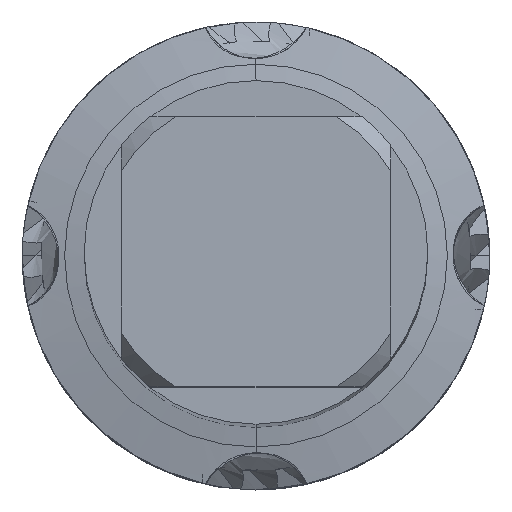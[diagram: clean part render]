
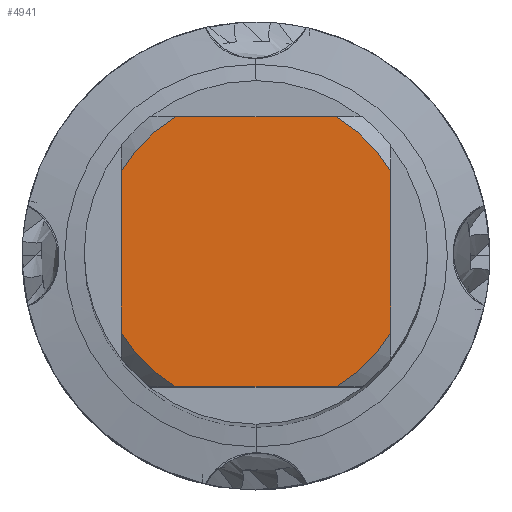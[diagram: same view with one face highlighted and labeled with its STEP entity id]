
A CAD part, top view. The second image highlights one B-rep face of the part: STEP entity #4941.
In plain terms, the highlighted planar face has unit normal (0, 0, 1).
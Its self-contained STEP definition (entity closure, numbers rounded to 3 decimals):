
#2009=EDGE_CURVE('',#4635,#3295,#5860,.T.);
#3101=EDGE_CURVE('',#4943,#3173,#7050,.T.);
#3173=VERTEX_POINT('',#7127);
#3245=EDGE_CURVE('',#5565,#3173,#7203,.T.);
#3295=VERTEX_POINT('',#7257);
#4167=VERTEX_POINT('',#8209);
#4253=EDGE_CURVE('',#4167,#3295,#8303,.T.);
#4635=VERTEX_POINT('',#8713);
#4759=VERTEX_POINT('',#8851);
#4811=EDGE_CURVE('',#5565,#4759,#8906,.T.);
#4941=ADVANCED_FACE('',(#9049),#9050,.T.);
#4943=VERTEX_POINT('',#9052);
#5285=EDGE_CURVE('',#4167,#4759,#9423,.T.);
#5365=EDGE_CURVE('',#4943,#5707,#9506,.T.);
#5543=EDGE_CURVE('',#4635,#5707,#9699,.T.);
#5565=VERTEX_POINT('',#9723);
#5707=VERTEX_POINT('',#9881);
#5860=CIRCLE('',#10361,6.4);
#7050=LINE('',#14052,#14053);
#7127=CARTESIAN_POINT('',(-5.5,-3.273,0.0));
#7203=CIRCLE('',#14591,6.4);
#7257=CARTESIAN_POINT('',(5.5,3.273,0.0));
#8209=CARTESIAN_POINT('',(5.5,-3.273,0.0));
#8303=LINE('',#17155,#17156);
#8713=CARTESIAN_POINT('',(3.273,5.5,0.0));
#8851=CARTESIAN_POINT('',(3.273,-5.5,0.0));
#8906=LINE('',#19241,#19242);
#9049=FACE_OUTER_BOUND('',#19532,.T.);
#9050=PLANE('',#19533);
#9052=CARTESIAN_POINT('',(-5.5,3.273,0.0));
#9423=CIRCLE('',#20671,6.4);
#9506=CIRCLE('',#20926,6.4);
#9699=LINE('',#21606,#21607);
#9723=CARTESIAN_POINT('',(-3.273,-5.5,0.0));
#9881=CARTESIAN_POINT('',(-3.273,5.5,0.0));
#10361=AXIS2_PLACEMENT_3D('',#22268,#22269,#22270);
#14052=CARTESIAN_POINT('',(-5.5,1.6,0.0));
#14053=VECTOR('',#23650,1.0);
#14591=AXIS2_PLACEMENT_3D('',#23767,#23768,#23769);
#17155=CARTESIAN_POINT('',(5.5,1.6,0.0));
#17156=VECTOR('',#24894,1.0);
#19241=CARTESIAN_POINT('',(0.0,-5.5,0.0));
#19242=VECTOR('',#25532,1.0);
#19532=EDGE_LOOP('',(#25685,#25686,#25687,#25688,#25689,#25690,#25691,#25692));
#19533=AXIS2_PLACEMENT_3D('',#25693,#25694,#25695);
#20671=AXIS2_PLACEMENT_3D('',#26021,#26022,#26023);
#20926=AXIS2_PLACEMENT_3D('',#26081,#26082,#26083);
#21606=CARTESIAN_POINT('',(0.0,5.5,0.0));
#21607=VECTOR('',#26381,1.0);
#22268=CARTESIAN_POINT('',(0.0,0.0,0.0));
#22269=DIRECTION('',(0.0,0.0,-1.0));
#22270=DIRECTION('',(0.0,1.0,0.0));
#23650=DIRECTION('',(-0.0,-1.0,0.0));
#23767=CARTESIAN_POINT('',(0.0,0.0,0.0));
#23768=DIRECTION('',(0.0,0.0,-1.0));
#23769=DIRECTION('',(0.0,1.0,0.0));
#24894=DIRECTION('',(-0.0,1.0,0.0));
#25532=DIRECTION('',(1.0,0.0,0.0));
#25685=ORIENTED_EDGE('',*,*,#3101,.T.);
#25686=ORIENTED_EDGE('',*,*,#3245,.F.);
#25687=ORIENTED_EDGE('',*,*,#4811,.T.);
#25688=ORIENTED_EDGE('',*,*,#5285,.F.);
#25689=ORIENTED_EDGE('',*,*,#4253,.T.);
#25690=ORIENTED_EDGE('',*,*,#2009,.F.);
#25691=ORIENTED_EDGE('',*,*,#5543,.T.);
#25692=ORIENTED_EDGE('',*,*,#5365,.F.);
#25693=CARTESIAN_POINT('',(0.0,3.2,0.0));
#25694=DIRECTION('',(-0.0,0.0,1.0));
#25695=DIRECTION('',(0.0,-1.0,0.0));
#26021=CARTESIAN_POINT('',(0.0,0.0,0.0));
#26022=DIRECTION('',(0.0,0.0,-1.0));
#26023=DIRECTION('',(0.0,1.0,0.0));
#26081=CARTESIAN_POINT('',(0.0,0.0,0.0));
#26082=DIRECTION('',(0.0,0.0,-1.0));
#26083=DIRECTION('',(0.0,1.0,0.0));
#26381=DIRECTION('',(-1.0,0.0,0.0));
